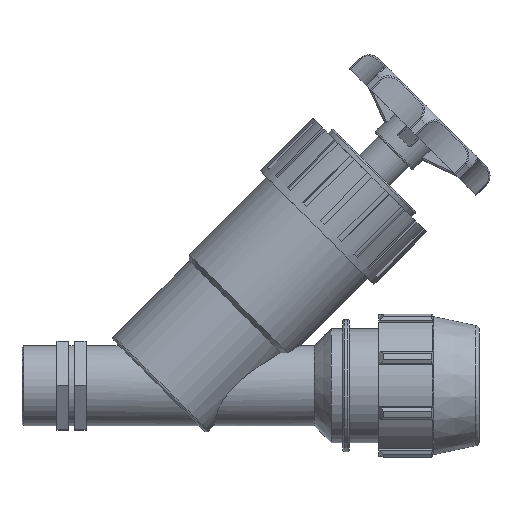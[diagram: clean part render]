
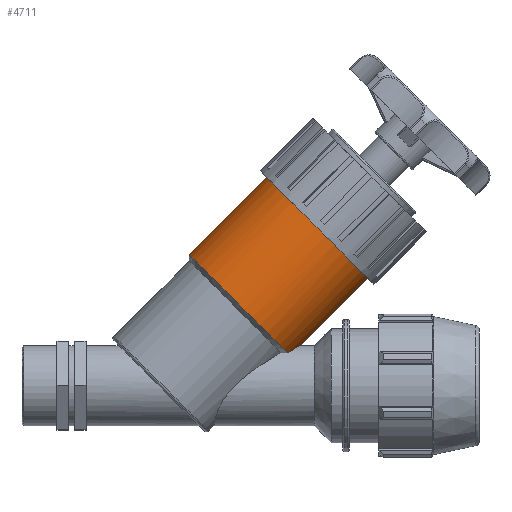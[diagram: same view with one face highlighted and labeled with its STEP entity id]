
A CAD part, top view. The second image highlights one B-rep face of the part: STEP entity #4711.
In plain terms, the highlighted cylindrical face has radius 53.136 mm (diameter 106.272 mm), a full revolution.
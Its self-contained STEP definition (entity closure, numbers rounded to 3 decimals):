
#153=B_SPLINE_CURVE_WITH_KNOTS('',3,(#9434,#9435,#9436,#9437,#9438,#9439,
#9440,#9441,#9442,#9443,#9444,#9445,#9446,#9447),.UNSPECIFIED.,.F.,.F.,
(4,2,2,2,2,2,4),(4.18,5.083,5.675,6.266,
6.857,7.449,8.352),.UNSPECIFIED.);
#904=CYLINDRICAL_SURFACE('',#5139,53.136);
#1082=FACE_BOUND('',#1590,.T.);
#1296=FACE_OUTER_BOUND('',#1589,.T.);
#1589=EDGE_LOOP('',(#4079,#4080));
#1590=EDGE_LOOP('',(#4081));
#1882=CIRCLE('',#5140,53.136);
#1883=CIRCLE('',#5141,53.136);
#2276=VERTEX_POINT('',#9432);
#2277=VERTEX_POINT('',#9433);
#2278=VERTEX_POINT('',#9449);
#2915=EDGE_CURVE('',#2276,#2277,#153,.T.);
#2916=EDGE_CURVE('',#2276,#2277,#1882,.T.);
#2917=EDGE_CURVE('',#2278,#2278,#1883,.T.);
#4079=ORIENTED_EDGE('',*,*,#2915,.F.);
#4080=ORIENTED_EDGE('',*,*,#2916,.T.);
#4081=ORIENTED_EDGE('',*,*,#2917,.F.);
#4711=ADVANCED_FACE('',(#1296,#1082),#904,.T.);
#5139=AXIS2_PLACEMENT_3D('',#9431,#6213,#6214);
#5140=AXIS2_PLACEMENT_3D('',#9448,#6215,#6216);
#5141=AXIS2_PLACEMENT_3D('',#9450,#6217,#6218);
#6213=DIRECTION('center_axis',(0.707,0.707,0.));
#6214=DIRECTION('ref_axis',(-0.707,0.707,0.));
#6215=DIRECTION('center_axis',(0.707,0.707,0.));
#6216=DIRECTION('ref_axis',(0.707,-0.707,0.));
#6217=DIRECTION('center_axis',(0.707,0.707,0.));
#6218=DIRECTION('ref_axis',(0.707,-0.707,0.));
#9431=CARTESIAN_POINT('Origin',(20.648,88.648,0.));
#9432=CARTESIAN_POINT('',(27.429,24.335,-17.213));
#9433=CARTESIAN_POINT('',(27.429,24.335,17.213));
#9434=CARTESIAN_POINT('Ctrl Pts',(27.429,24.335,-17.213));
#9435=CARTESIAN_POINT('Ctrl Pts',(29.596,25.622,-15.393));
#9436=CARTESIAN_POINT('Ctrl Pts',(31.691,26.832,-13.242));
#9437=CARTESIAN_POINT('Ctrl Pts',(34.441,28.398,-9.215));
#9438=CARTESIAN_POINT('Ctrl Pts',(35.345,28.907,-7.5));
#9439=CARTESIAN_POINT('Ctrl Pts',(36.601,29.611,-3.878));
#9440=CARTESIAN_POINT('Ctrl Pts',(36.953,29.807,-1.971));
#9441=CARTESIAN_POINT('Ctrl Pts',(36.953,29.807,1.971));
#9442=CARTESIAN_POINT('Ctrl Pts',(36.601,29.611,3.878));
#9443=CARTESIAN_POINT('Ctrl Pts',(35.345,28.907,7.5));
#9444=CARTESIAN_POINT('Ctrl Pts',(34.441,28.398,9.215));
#9445=CARTESIAN_POINT('Ctrl Pts',(31.691,26.832,13.242));
#9446=CARTESIAN_POINT('Ctrl Pts',(29.596,25.622,15.393));
#9447=CARTESIAN_POINT('Ctrl Pts',(27.429,24.335,17.213));
#9448=CARTESIAN_POINT('Origin',(-8.118,59.882,0.));
#9449=CARTESIAN_POINT('',(11.842,154.988,0.));
#9450=CARTESIAN_POINT('Origin',(49.415,117.415,0.));
